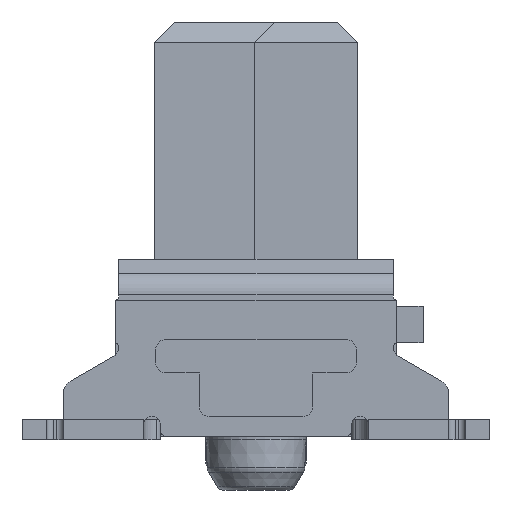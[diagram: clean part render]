
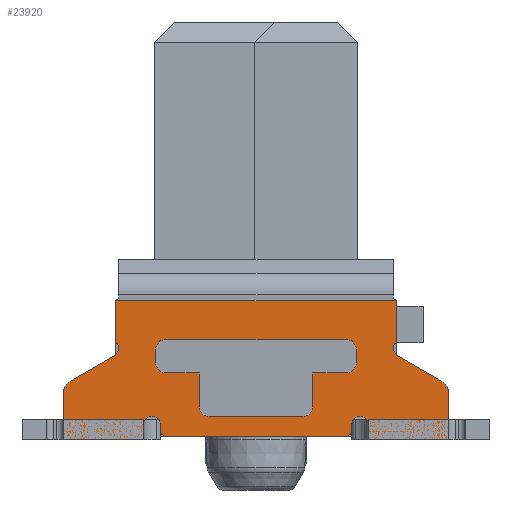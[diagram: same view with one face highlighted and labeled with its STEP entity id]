
A CAD part, left-side view. The second image highlights one B-rep face of the part: STEP entity #23920.
In plain terms, the highlighted planar face has unit normal (-1, 0, 0).
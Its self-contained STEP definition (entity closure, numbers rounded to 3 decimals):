
#23141=CARTESIAN_POINT('',(-18.265,-2.1,1.457));
#23142=VERTEX_POINT('',#23141);
#23149=CARTESIAN_POINT('',(-18.265,-2.066,1.316));
#23150=VERTEX_POINT('',#23149);
#23151=CARTESIAN_POINT('',(-18.265,-2.15,1.37));
#23152=DIRECTION('',(-1.,0.0,0.0));
#23153=DIRECTION('',(0.0,0.971,0.238));
#23154=AXIS2_PLACEMENT_3D('',#23151,#23152,#23153);
#23155=CIRCLE('',#23154,0.1);
#23156=EDGE_CURVE('',#23142,#23150,#23155,.T.);
#23180=CARTESIAN_POINT('',(-18.265,-2.1,2.083));
#23181=VERTEX_POINT('',#23180);
#23188=CARTESIAN_POINT('',(-18.265,-2.1,2.083));
#23189=DIRECTION('',(0.0,0.0,-1.0));
#23190=VECTOR('',#23189,0.627);
#23191=LINE('',#23188,#23190);
#23192=EDGE_CURVE('',#23181,#23142,#23191,.T.);
#23211=CARTESIAN_POINT('',(-18.265,2.1,2.083));
#23212=VERTEX_POINT('',#23211);
#23219=CARTESIAN_POINT('',(-18.265,2.1,2.083));
#23220=DIRECTION('',(0.0,-1.0,0.0));
#23221=VECTOR('',#23220,4.2);
#23222=LINE('',#23219,#23221);
#23223=EDGE_CURVE('',#23212,#23181,#23222,.T.);
#23242=CARTESIAN_POINT('',(-18.265,2.1,1.457));
#23243=VERTEX_POINT('',#23242);
#23250=CARTESIAN_POINT('',(-18.265,2.1,1.457));
#23251=DIRECTION('',(0.0,0.0,1.0));
#23252=VECTOR('',#23251,0.627);
#23253=LINE('',#23250,#23252);
#23254=EDGE_CURVE('',#23243,#23212,#23253,.T.);
#23274=CARTESIAN_POINT('',(-18.265,2.066,1.316));
#23275=VERTEX_POINT('',#23274);
#23282=CARTESIAN_POINT('',(-18.265,2.15,1.37));
#23283=DIRECTION('',(-1.,0.0,0.0));
#23284=DIRECTION('',(0.0,-0.971,0.238));
#23285=AXIS2_PLACEMENT_3D('',#23282,#23283,#23284);
#23286=CIRCLE('',#23285,0.1);
#23287=EDGE_CURVE('',#23275,#23243,#23286,.T.);
#23307=CARTESIAN_POINT('',(-18.265,2.134,1.25));
#23308=VERTEX_POINT('',#23307);
#23315=CARTESIAN_POINT('',(-18.265,2.234,1.424));
#23316=DIRECTION('',(-1.0,0.0,0.0));
#23317=DIRECTION('',(0.0,-0.692,-0.722));
#23318=AXIS2_PLACEMENT_3D('',#23315,#23316,#23317);
#23319=CIRCLE('',#23318,0.2);
#23320=EDGE_CURVE('',#23308,#23275,#23319,.T.);
#23339=CARTESIAN_POINT('',(-18.265,2.78,0.878));
#23340=VERTEX_POINT('',#23339);
#23347=CARTESIAN_POINT('',(-18.265,2.78,0.878));
#23348=DIRECTION('',(0.0,-0.866,0.5));
#23349=VECTOR('',#23348,0.746);
#23350=LINE('',#23347,#23349);
#23351=EDGE_CURVE('',#23340,#23308,#23350,.T.);
#23371=CARTESIAN_POINT('',(-18.265,2.88,0.705));
#23372=VERTEX_POINT('',#23371);
#23379=CARTESIAN_POINT('',(-18.265,2.68,0.705));
#23380=DIRECTION('',(1.,0.0,0.0));
#23381=DIRECTION('',(0.0,0.866,0.5));
#23382=AXIS2_PLACEMENT_3D('',#23379,#23380,#23381);
#23383=CIRCLE('',#23382,0.2);
#23384=EDGE_CURVE('',#23372,#23340,#23383,.T.);
#23403=CARTESIAN_POINT('',(-18.265,2.88,0.));
#23404=VERTEX_POINT('',#23403);
#23411=CARTESIAN_POINT('',(-18.265,2.88,0.));
#23412=DIRECTION('',(0.0,0.0,1.0));
#23413=VECTOR('',#23412,0.705);
#23414=LINE('',#23411,#23413);
#23415=EDGE_CURVE('',#23404,#23372,#23414,.T.);
#23434=CARTESIAN_POINT('',(-18.265,1.68,0.));
#23435=VERTEX_POINT('',#23434);
#23442=CARTESIAN_POINT('',(-18.265,1.68,0.));
#23443=DIRECTION('',(0.0,1.0,0.0));
#23444=VECTOR('',#23443,1.2);
#23445=LINE('',#23442,#23444);
#23446=EDGE_CURVE('',#23435,#23404,#23445,.T.);
#23465=CARTESIAN_POINT('',(-18.265,1.68,0.225));
#23466=VERTEX_POINT('',#23465);
#23473=CARTESIAN_POINT('',(-18.265,1.68,0.225));
#23474=DIRECTION('',(0.0,0.0,-1.0));
#23475=VECTOR('',#23474,0.225);
#23476=LINE('',#23473,#23475);
#23477=EDGE_CURVE('',#23466,#23435,#23476,.T.);
#23497=CARTESIAN_POINT('',(-18.265,1.43,0.225));
#23498=VERTEX_POINT('',#23497);
#23505=CARTESIAN_POINT('',(-18.265,1.555,0.225));
#23506=DIRECTION('',(-1.0,0.0,0.0));
#23507=DIRECTION('',(0.0,0.0,1.0));
#23508=AXIS2_PLACEMENT_3D('',#23505,#23506,#23507);
#23509=CIRCLE('',#23508,0.125);
#23510=EDGE_CURVE('',#23498,#23466,#23509,.T.);
#23529=CARTESIAN_POINT('',(-18.265,1.43,0.15));
#23530=VERTEX_POINT('',#23529);
#23537=CARTESIAN_POINT('',(-18.265,1.43,0.15));
#23538=DIRECTION('',(0.0,0.0,1.0));
#23539=VECTOR('',#23538,0.075);
#23540=LINE('',#23537,#23539);
#23541=EDGE_CURVE('',#23530,#23498,#23540,.T.);
#23561=CARTESIAN_POINT('',(-18.265,1.33,0.05));
#23562=VERTEX_POINT('',#23561);
#23569=CARTESIAN_POINT('',(-18.265,1.33,0.15));
#23570=DIRECTION('',(1.,0.0,0.0));
#23571=DIRECTION('',(0.0,0.707,-0.707));
#23572=AXIS2_PLACEMENT_3D('',#23569,#23570,#23571);
#23573=CIRCLE('',#23572,0.1);
#23574=EDGE_CURVE('',#23562,#23530,#23573,.T.);
#23593=CARTESIAN_POINT('',(-18.265,-1.33,0.05));
#23594=VERTEX_POINT('',#23593);
#23601=CARTESIAN_POINT('',(-18.265,-1.33,0.05));
#23602=DIRECTION('',(0.0,1.0,0.0));
#23603=VECTOR('',#23602,2.66);
#23604=LINE('',#23601,#23603);
#23605=EDGE_CURVE('',#23594,#23562,#23604,.T.);
#23625=CARTESIAN_POINT('',(-18.265,-1.43,0.15));
#23626=VERTEX_POINT('',#23625);
#23633=CARTESIAN_POINT('',(-18.265,-1.33,0.15));
#23634=DIRECTION('',(1.0,0.0,0.0));
#23635=DIRECTION('',(0.0,-0.707,-0.707));
#23636=AXIS2_PLACEMENT_3D('',#23633,#23634,#23635);
#23637=CIRCLE('',#23636,0.1);
#23638=EDGE_CURVE('',#23626,#23594,#23637,.T.);
#23657=CARTESIAN_POINT('',(-18.265,-1.43,0.225));
#23658=VERTEX_POINT('',#23657);
#23665=CARTESIAN_POINT('',(-18.265,-1.43,0.225));
#23666=DIRECTION('',(0.0,0.0,-1.0));
#23667=VECTOR('',#23666,0.075);
#23668=LINE('',#23665,#23667);
#23669=EDGE_CURVE('',#23658,#23626,#23668,.T.);
#23689=CARTESIAN_POINT('',(-18.265,-1.68,0.225));
#23690=VERTEX_POINT('',#23689);
#23697=CARTESIAN_POINT('',(-18.265,-1.555,0.225));
#23698=DIRECTION('',(-1.0,0.0,0.0));
#23699=DIRECTION('',(0.0,0.0,1.0));
#23700=AXIS2_PLACEMENT_3D('',#23697,#23698,#23699);
#23701=CIRCLE('',#23700,0.125);
#23702=EDGE_CURVE('',#23690,#23658,#23701,.T.);
#23721=CARTESIAN_POINT('',(-18.265,-1.68,0.));
#23722=VERTEX_POINT('',#23721);
#23729=CARTESIAN_POINT('',(-18.265,-1.68,0.));
#23730=DIRECTION('',(0.0,0.0,1.0));
#23731=VECTOR('',#23730,0.225);
#23732=LINE('',#23729,#23731);
#23733=EDGE_CURVE('',#23722,#23690,#23732,.T.);
#23752=CARTESIAN_POINT('',(-18.265,-2.88,0.));
#23753=VERTEX_POINT('',#23752);
#23760=CARTESIAN_POINT('',(-18.265,-2.88,0.));
#23761=DIRECTION('',(0.0,1.0,0.0));
#23762=VECTOR('',#23761,1.2);
#23763=LINE('',#23760,#23762);
#23764=EDGE_CURVE('',#23753,#23722,#23763,.T.);
#23783=CARTESIAN_POINT('',(-18.265,-2.88,0.705));
#23784=VERTEX_POINT('',#23783);
#23791=CARTESIAN_POINT('',(-18.265,-2.88,0.705));
#23792=DIRECTION('',(0.0,0.0,-1.0));
#23793=VECTOR('',#23792,0.705);
#23794=LINE('',#23791,#23793);
#23795=EDGE_CURVE('',#23784,#23753,#23794,.T.);
#23815=CARTESIAN_POINT('',(-18.265,-2.78,0.878));
#23816=VERTEX_POINT('',#23815);
#23823=CARTESIAN_POINT('',(-18.265,-2.68,0.705));
#23824=DIRECTION('',(1.0,0.0,0.0));
#23825=DIRECTION('',(0.0,-0.866,0.5));
#23826=AXIS2_PLACEMENT_3D('',#23823,#23824,#23825);
#23827=CIRCLE('',#23826,0.2);
#23828=EDGE_CURVE('',#23816,#23784,#23827,.T.);
#23847=CARTESIAN_POINT('',(-18.265,-2.134,1.25));
#23848=VERTEX_POINT('',#23847);
#23855=CARTESIAN_POINT('',(-18.265,-2.134,1.25));
#23856=DIRECTION('',(0.0,-0.866,-0.5));
#23857=VECTOR('',#23856,0.746);
#23858=LINE('',#23855,#23857);
#23859=EDGE_CURVE('',#23848,#23816,#23858,.T.);
#23878=CARTESIAN_POINT('',(-18.265,-2.234,1.424));
#23879=DIRECTION('',(-1.,0.0,0.0));
#23880=DIRECTION('',(0.0,0.692,-0.722));
#23881=AXIS2_PLACEMENT_3D('',#23878,#23879,#23880);
#23882=CIRCLE('',#23881,0.2);
#23883=EDGE_CURVE('',#23150,#23848,#23882,.T.);
#23889=CARTESIAN_POINT('',(-18.265,0.,0.907));
#23890=DIRECTION('',(1.0,0.0,0.0));
#23891=DIRECTION('',(0.0,0.0,-1.0));
#23892=AXIS2_PLACEMENT_3D('',#23889,#23890,#23891);
#23893=PLANE('',#23892);
#23894=ORIENTED_EDGE('',*,*,#23883,.F.);
#23895=ORIENTED_EDGE('',*,*,#23156,.F.);
#23896=ORIENTED_EDGE('',*,*,#23192,.F.);
#23897=ORIENTED_EDGE('',*,*,#23223,.F.);
#23898=ORIENTED_EDGE('',*,*,#23254,.F.);
#23899=ORIENTED_EDGE('',*,*,#23287,.F.);
#23900=ORIENTED_EDGE('',*,*,#23320,.F.);
#23901=ORIENTED_EDGE('',*,*,#23351,.F.);
#23902=ORIENTED_EDGE('',*,*,#23384,.F.);
#23903=ORIENTED_EDGE('',*,*,#23415,.F.);
#23904=ORIENTED_EDGE('',*,*,#23446,.F.);
#23905=ORIENTED_EDGE('',*,*,#23477,.F.);
#23906=ORIENTED_EDGE('',*,*,#23510,.F.);
#23907=ORIENTED_EDGE('',*,*,#23541,.F.);
#23908=ORIENTED_EDGE('',*,*,#23574,.F.);
#23909=ORIENTED_EDGE('',*,*,#23605,.F.);
#23910=ORIENTED_EDGE('',*,*,#23638,.F.);
#23911=ORIENTED_EDGE('',*,*,#23669,.F.);
#23912=ORIENTED_EDGE('',*,*,#23702,.F.);
#23913=ORIENTED_EDGE('',*,*,#23733,.F.);
#23914=ORIENTED_EDGE('',*,*,#23764,.F.);
#23915=ORIENTED_EDGE('',*,*,#23795,.F.);
#23916=ORIENTED_EDGE('',*,*,#23828,.F.);
#23917=ORIENTED_EDGE('',*,*,#23859,.F.);
#23918=EDGE_LOOP('',(#23894,#23895,#23896,#23897,#23898,#23899,#23900,#23901,#23902,#23903,#23904,#23905,#23906,#23907,#23908,#23909,#23910,#23911,#23912,#23913,#23914,#23915,#23916,#23917));
#23919=FACE_OUTER_BOUND('',#23918,.T.);
#23920=ADVANCED_FACE('',(#23919),#23893,.F.);
